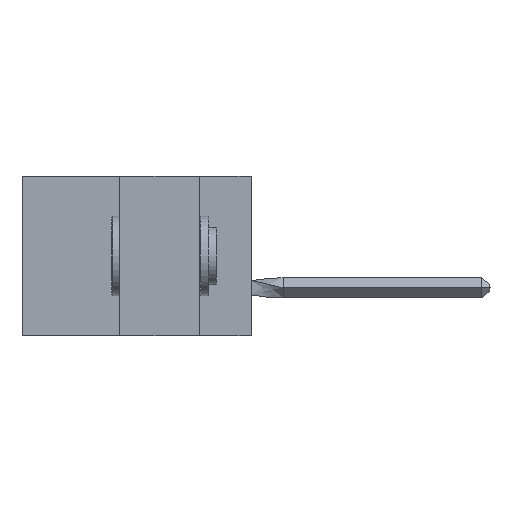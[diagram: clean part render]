
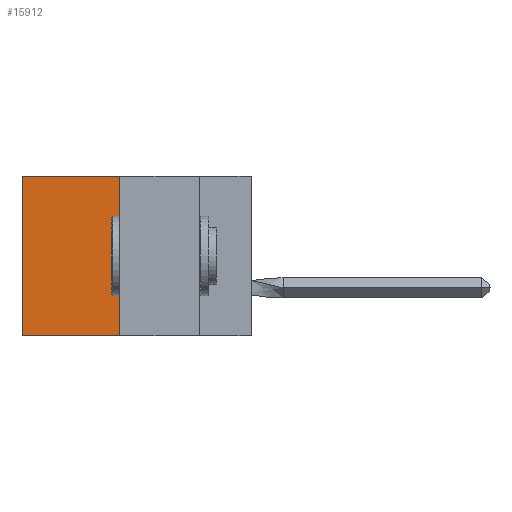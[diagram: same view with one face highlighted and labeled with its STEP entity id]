
A CAD part, left-side view. The second image highlights one B-rep face of the part: STEP entity #15912.
In plain terms, the highlighted planar face has unit normal (-1, 0, 0).
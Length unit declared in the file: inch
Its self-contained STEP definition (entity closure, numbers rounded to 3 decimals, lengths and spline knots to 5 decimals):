
#245 = CARTESIAN_POINT ( 'NONE',  ( 0.305, 0.413, -0.5 ) ) ;
#492 = EDGE_CURVE ( 'NONE', #16539, #15472, #4855, .T. ) ;
#837 = VECTOR ( 'NONE', #18345, 39.37008 ) ;
#2255 = CARTESIAN_POINT ( 'NONE',  ( 0.305, 0.413, -0.5 ) ) ;
#2635 = ORIENTED_EDGE ( 'NONE', *, *, #16154, .T. ) ;
#3216 = CARTESIAN_POINT ( 'NONE',  ( 0.305, 0.72, -0.5 ) ) ;
#3436 = CARTESIAN_POINT ( 'NONE',  ( 0.305, 0.72, -0.5 ) ) ;
#3452 = LINE ( 'NONE', #10075, #18038 ) ;
#4118 = CARTESIAN_POINT ( 'NONE',  ( 0.305, 0.413, -0.5 ) ) ;
#4855 = LINE ( 'NONE', #245, #837 ) ;
#5270 = EDGE_CURVE ( 'NONE', #15472, #6186, #3452, .T. ) ;
#5288 = DIRECTION ( 'NONE',  ( 0., 0., -1. ) ) ;
#5455 = VECTOR ( 'NONE', #10803, 39.37008 ) ;
#6186 = VERTEX_POINT ( 'NONE', #3436 ) ;
#7171 = AXIS2_PLACEMENT_3D ( 'NONE', #2255, #12823, #5288 ) ;
#7356 = LINE ( 'NONE', #3216, #5455 ) ;
#7471 = EDGE_LOOP ( 'NONE', ( #12717, #12538, #18705, #2635 ) ) ;
#10075 = CARTESIAN_POINT ( 'NONE',  ( 0.305, 0.413, -0.5 ) ) ;
#10098 = DIRECTION ( 'NONE',  ( 0., 1., 0. ) ) ;
#10803 = DIRECTION ( 'NONE',  ( 0., 0., -1. ) ) ;
#11154 = CARTESIAN_POINT ( 'NONE',  ( 0.305, 0.413, 0. ) ) ;
#12538 = ORIENTED_EDGE ( 'NONE', *, *, #5270, .F. ) ;
#12717 = ORIENTED_EDGE ( 'NONE', *, *, #13304, .T. ) ;
#12823 = DIRECTION ( 'NONE',  ( 1., 0., 0. ) ) ;
#13183 = LINE ( 'NONE', #13268, #14562 ) ;
#13268 = CARTESIAN_POINT ( 'NONE',  ( 0.305, 0.413, 0. ) ) ;
#13304 = EDGE_CURVE ( 'NONE', #13783, #6186, #7356, .T. ) ;
#13783 = VERTEX_POINT ( 'NONE', #15097 ) ;
#14562 = VECTOR ( 'NONE', #10098, 39.37008 ) ;
#14666 = DIRECTION ( 'NONE',  ( 0., 1., 0. ) ) ;
#15007 = FACE_OUTER_BOUND ( 'NONE', #7471, .T. ) ;
#15097 = CARTESIAN_POINT ( 'NONE',  ( 0.305, 0.72, 0. ) ) ;
#15472 = VERTEX_POINT ( 'NONE', #4118 ) ;
#15871 = PLANE ( 'NONE',  #7171 ) ;
#15912 = ADVANCED_FACE ( 'NONE', ( #15007 ), #15871, .F. ) ;
#16154 = EDGE_CURVE ( 'NONE', #16539, #13783, #13183, .T. ) ;
#16539 = VERTEX_POINT ( 'NONE', #11154 ) ;
#18038 = VECTOR ( 'NONE', #14666, 39.37008 ) ;
#18345 = DIRECTION ( 'NONE',  ( 0., 0., -1. ) ) ;
#18705 = ORIENTED_EDGE ( 'NONE', *, *, #492, .F. ) ;
